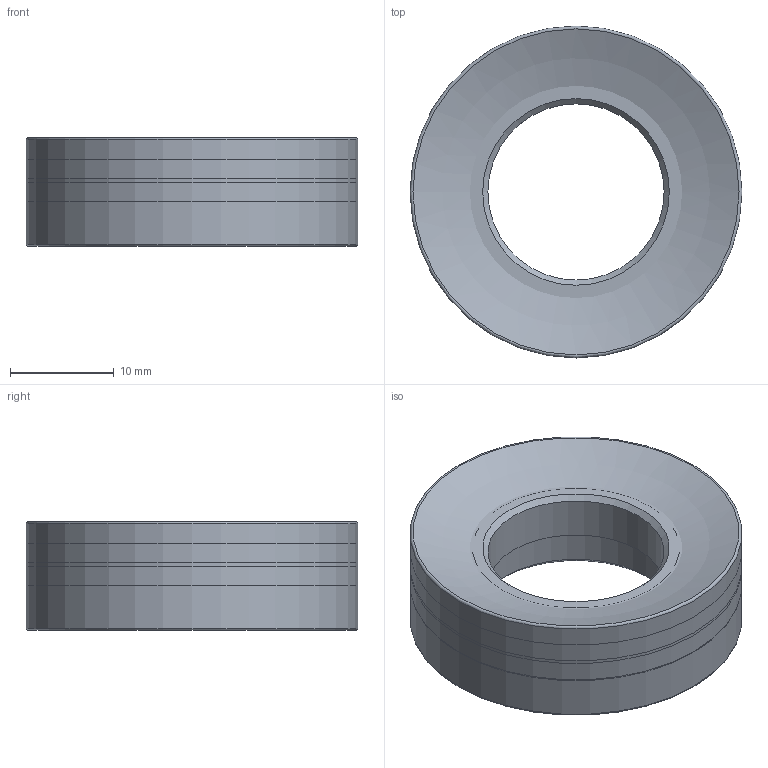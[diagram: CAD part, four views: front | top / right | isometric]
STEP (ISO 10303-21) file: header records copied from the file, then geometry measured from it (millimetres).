
FILE_DESCRIPTION( ( 'Unknown' ), '1' );
FILE_NAME( 'PT25-1632.stp', 'Unknown', ( 'Unknown' ), ( 'Unknown' ), 'XStep 1.0', 'Unknown', ' ' );
FILE_SCHEMA( ( 'CONFIG_CONTROL_DESIGN' ) );
Length unit declared in the file: millimetre
Products named in the file (3): Assem1; 1; 2
Bounding box: 32 x 32 x 10.47 mm (x, y, z)
Volume: 9374.5 mm3; surface area: 7070.7 mm2
Topology: 4 solids, 4 shells, 28 faces, 56 edges, 32 vertices
Faces by surface type: cylinder 8, cone 6, torus 6, plane 4, sphere 4
Full cylindrical faces by diameter (mm): 17 x2, 19 x2, 32 x4
Entity records: 430 total; most frequent: DIRECTION 62, CARTESIAN_POINT 45, AXIS2_PLACEMENT_3D 31, EDGE_LOOP 28, ORIENTED_EDGE 28, FACE_OUTER_BOUND 23, CC_DESIGN_PERSON_AND_ORGANIZATION_ASSIGNMENT 15, ADVANCED_FACE 14
